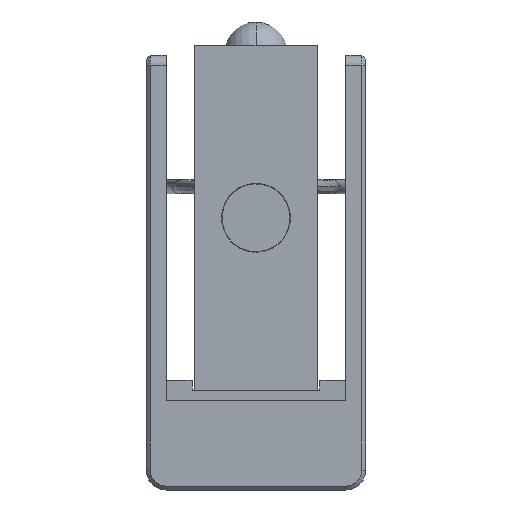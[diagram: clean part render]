
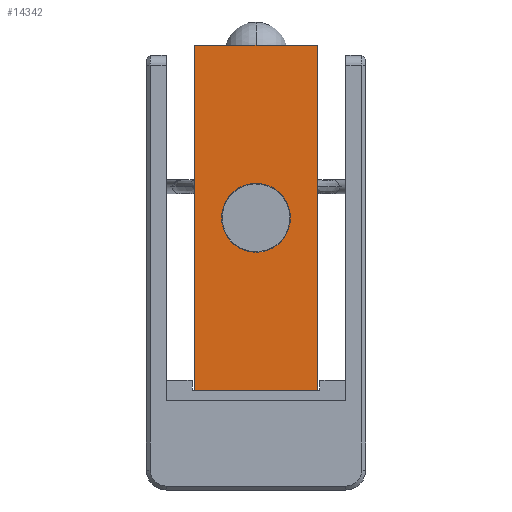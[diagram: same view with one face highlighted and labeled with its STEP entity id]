
A CAD part, left-side view. The second image highlights one B-rep face of the part: STEP entity #14342.
In plain terms, the highlighted planar face has unit normal (-1, 0, 0).
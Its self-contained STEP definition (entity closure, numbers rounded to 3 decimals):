
#347 = VECTOR ( 'NONE', #6635, 1000. ) ;
#1031 = CARTESIAN_POINT ( 'NONE',  ( -26.67, 0., 1.727 ) ) ;
#1288 = CARTESIAN_POINT ( 'NONE',  ( -26.67, 0., -1.727 ) ) ;
#1774 = ORIENTED_EDGE ( 'NONE', *, *, #2170, .F. ) ;
#2043 = ORIENTED_EDGE ( 'NONE', *, *, #27442, .F. ) ;
#2170 = EDGE_CURVE ( 'NONE', #16428, #17058, #20075, .T. ) ;
#3403 = DIRECTION ( 'NONE',  ( 0., -1., 0. ) ) ;
#4062 = CARTESIAN_POINT ( 'NONE',  ( -26.67, 8.649, -3.08 ) ) ;
#4339 = DIRECTION ( 'NONE',  ( 1., 0., 0. ) ) ;
#4606 = DIRECTION ( 'NONE',  ( 0., 0., -1. ) ) ;
#5125 = CARTESIAN_POINT ( 'NONE',  ( -26.67, -8.649, 3.08 ) ) ;
#5141 = VECTOR ( 'NONE', #4606, 1000. ) ;
#6635 = DIRECTION ( 'NONE',  ( 0., -1., 0. ) ) ;
#6703 = CARTESIAN_POINT ( 'NONE',  ( -26.67, -8.649, -3.08 ) ) ;
#7332 = DIRECTION ( 'NONE',  ( 0., 0., -1. ) ) ;
#7945 = DIRECTION ( 'NONE',  ( 0., 0., 1. ) ) ;
#8625 = LINE ( 'NONE', #24362, #16610 ) ;
#11070 = CIRCLE ( 'NONE', #12925, 1.727 ) ;
#11334 = EDGE_CURVE ( 'NONE', #16428, #15449, #29394, .T. ) ;
#11422 = ORIENTED_EDGE ( 'NONE', *, *, #11334, .T. ) ;
#11495 = FACE_OUTER_BOUND ( 'NONE', #29960, .T. ) ;
#12752 = CIRCLE ( 'NONE', #18755, 1.727 ) ;
#12827 = EDGE_CURVE ( 'NONE', #15449, #28630, #26560, .T. ) ;
#12925 = AXIS2_PLACEMENT_3D ( 'NONE', #16677, #14146, #21186 ) ;
#13962 = CARTESIAN_POINT ( 'NONE',  ( -26.67, 8.649, 3.08 ) ) ;
#14146 = DIRECTION ( 'NONE',  ( -1., 0., 0. ) ) ;
#14342 = ADVANCED_FACE ( 'NONE', ( #19466, #11495 ), #16880, .F. ) ;
#15019 = ORIENTED_EDGE ( 'NONE', *, *, #20963, .F. ) ;
#15391 = CARTESIAN_POINT ( 'NONE',  ( -26.67, 8.649, -3.08 ) ) ;
#15449 = VERTEX_POINT ( 'NONE', #4062 ) ;
#16428 = VERTEX_POINT ( 'NONE', #21673 ) ;
#16610 = VECTOR ( 'NONE', #7332, 1000. ) ;
#16677 = CARTESIAN_POINT ( 'NONE',  ( -26.67, 0., 0. ) ) ;
#16880 = PLANE ( 'NONE',  #24003 ) ;
#17058 = VERTEX_POINT ( 'NONE', #5125 ) ;
#18755 = AXIS2_PLACEMENT_3D ( 'NONE', #20100, #19812, #7945 ) ;
#19466 = FACE_BOUND ( 'NONE', #26019, .T. ) ;
#19812 = DIRECTION ( 'NONE',  ( -1., 0., 0. ) ) ;
#20075 = LINE ( 'NONE', #30453, #347 ) ;
#20100 = CARTESIAN_POINT ( 'NONE',  ( -26.67, 0., 0. ) ) ;
#20963 = EDGE_CURVE ( 'NONE', #17058, #28630, #8625, .T. ) ;
#21186 = DIRECTION ( 'NONE',  ( 0., 0., 1. ) ) ;
#21391 = CARTESIAN_POINT ( 'NONE',  ( -26.67, 8.649, 3.08 ) ) ;
#21673 = CARTESIAN_POINT ( 'NONE',  ( -26.67, 8.649, 3.08 ) ) ;
#23928 = ORIENTED_EDGE ( 'NONE', *, *, #12827, .T. ) ;
#24003 = AXIS2_PLACEMENT_3D ( 'NONE', #21391, #4339, #26562 ) ;
#24260 = ORIENTED_EDGE ( 'NONE', *, *, #26039, .F. ) ;
#24362 = CARTESIAN_POINT ( 'NONE',  ( -26.67, -8.649, 3.08 ) ) ;
#24859 = VERTEX_POINT ( 'NONE', #1288 ) ;
#26019 = EDGE_LOOP ( 'NONE', ( #24260, #2043 ) ) ;
#26039 = EDGE_CURVE ( 'NONE', #31121, #24859, #12752, .T. ) ;
#26560 = LINE ( 'NONE', #15391, #28071 ) ;
#26562 = DIRECTION ( 'NONE',  ( 0., 1., 0. ) ) ;
#27442 = EDGE_CURVE ( 'NONE', #24859, #31121, #11070, .T. ) ;
#28071 = VECTOR ( 'NONE', #3403, 1000. ) ;
#28630 = VERTEX_POINT ( 'NONE', #6703 ) ;
#29394 = LINE ( 'NONE', #13962, #5141 ) ;
#29960 = EDGE_LOOP ( 'NONE', ( #23928, #15019, #1774, #11422 ) ) ;
#30453 = CARTESIAN_POINT ( 'NONE',  ( -26.67, 8.649, 3.08 ) ) ;
#31121 = VERTEX_POINT ( 'NONE', #1031 ) ;
